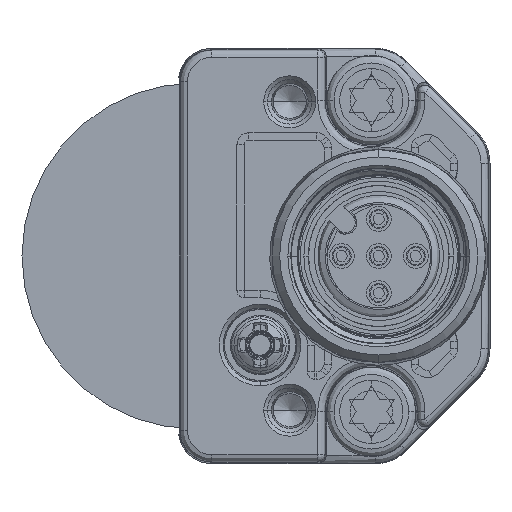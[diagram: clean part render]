
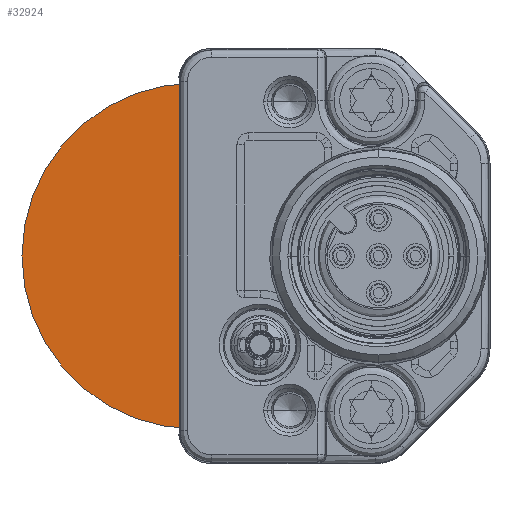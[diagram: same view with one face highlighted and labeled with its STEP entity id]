
A CAD part, left-side view. The second image highlights one B-rep face of the part: STEP entity #32924.
In plain terms, the highlighted face is planar.
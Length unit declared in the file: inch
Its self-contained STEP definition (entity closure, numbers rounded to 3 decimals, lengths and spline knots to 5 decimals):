
#32808=DIRECTION('',(1.,0.,0.));
#32809=VECTOR('',#32808,23.3);
#32810=CARTESIAN_POINT('',(-11.65,0.,579.5));
#32811=LINE('',#32810,#32809);
#32812=DIRECTION('',(0.,-1.,0.));
#32813=VECTOR('',#32812,1.5);
#32814=CARTESIAN_POINT('',(-11.65,1.5,579.5));
#32815=LINE('',#32814,#32813);
#32816=CARTESIAN_POINT('',(0.,1.5,579.5));
#32817=DIRECTION('',(0.,0.,1.));
#32818=DIRECTION('',(1.,0.,0.));
#32819=AXIS2_PLACEMENT_3D('',#32816,#32817,#32818);
#32821=DIRECTION('',(0.,1.,0.));
#32822=VECTOR('',#32821,1.5);
#32823=CARTESIAN_POINT('',(11.65,0.,579.5));
#32824=LINE('',#32823,#32822);
#32833=CARTESIAN_POINT('',(-11.65,0.,579.5));
#32834=CARTESIAN_POINT('',(11.65,0.,579.5));
#32835=VERTEX_POINT('',#32833);
#32836=VERTEX_POINT('',#32834);
#32837=CARTESIAN_POINT('',(11.65,1.5,579.5));
#32838=VERTEX_POINT('',#32837);
#32839=CARTESIAN_POINT('',(-11.65,1.5,579.5));
#32840=VERTEX_POINT('',#32839);
#32913=CARTESIAN_POINT('',(0.,0.,579.5));
#32914=DIRECTION('',(0.,0.,1.));
#32915=DIRECTION('',(1.,0.,0.));
#32916=AXIS2_PLACEMENT_3D('',#32913,#32914,#32915);
#32917=PLANE('',#32916);
#32918=ORIENTED_EDGE('',*,*,#32865,.F.);
#32919=ORIENTED_EDGE('',*,*,#32880,.F.);
#32920=ORIENTED_EDGE('',*,*,#32894,.F.);
#32921=ORIENTED_EDGE('',*,*,#32907,.F.);
#32922=EDGE_LOOP('',(#32918,#32919,#32920,#32921));
#32923=FACE_OUTER_BOUND('',#32922,.F.);
#32924=ADVANCED_FACE('',(#32923),#32917,.T.);
#32820=CIRCLE('',#32819,11.65);
#32865=EDGE_CURVE('',#32835,#32836,#32811,.T.);
#32880=EDGE_CURVE('',#32840,#32835,#32815,.T.);
#32894=EDGE_CURVE('',#32838,#32840,#32820,.T.);
#32907=EDGE_CURVE('',#32836,#32838,#32824,.T.);
